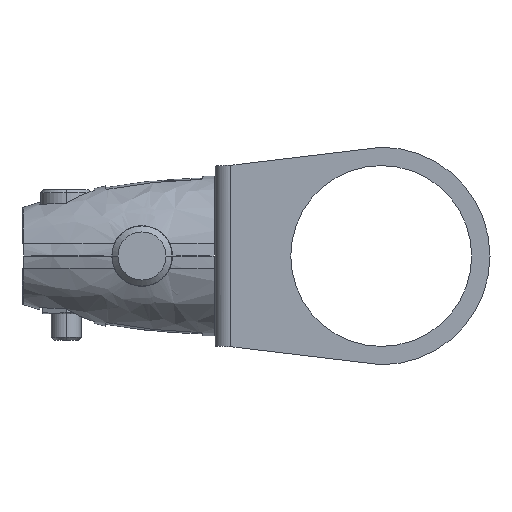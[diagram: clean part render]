
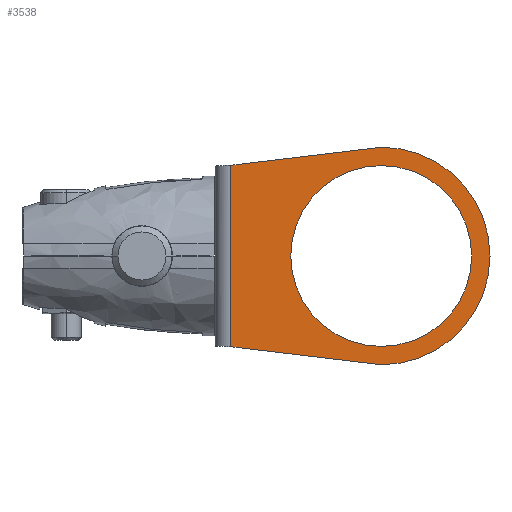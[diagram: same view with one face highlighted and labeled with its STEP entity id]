
A CAD part, left-side view. The second image highlights one B-rep face of the part: STEP entity #3538.
In plain terms, the highlighted face is planar.
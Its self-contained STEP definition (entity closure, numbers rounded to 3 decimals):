
#3257=DIRECTION('',(0.,0.,1.));
#3258=VECTOR('',#3257,30.205);
#3259=CARTESIAN_POINT('',(-25.,0.,-15.103));
#3260=LINE('',#3259,#3258);
#3261=DIRECTION('',(-0.993,0.,-0.119));
#3262=VECTOR('',#3261,25.179);
#3263=CARTESIAN_POINT('',(0.,0.,18.1));
#3264=LINE('',#3263,#3262);
#3265=CARTESIAN_POINT('',(0.,0.,0.));
#3266=DIRECTION('',(0.,-1.,0.));
#3267=DIRECTION('',(0.,0.,-1.));
#3268=AXIS2_PLACEMENT_3D('',#3265,#3266,#3267);
#3270=DIRECTION('',(0.993,0.,-0.119));
#3271=VECTOR('',#3270,25.179);
#3272=CARTESIAN_POINT('',(-25.,0.,-15.103));
#3273=LINE('',#3272,#3271);
#3274=CARTESIAN_POINT('',(0.,0.,0.));
#3275=DIRECTION('',(0.,1.,0.));
#3276=DIRECTION('',(1.,0.,0.));
#3277=AXIS2_PLACEMENT_3D('',#3274,#3275,#3276);
#3279=CARTESIAN_POINT('',(0.,0.,0.));
#3280=DIRECTION('',(0.,1.,0.));
#3281=DIRECTION('',(-1.,0.,0.));
#3282=AXIS2_PLACEMENT_3D('',#3279,#3280,#3281);
#3461=CARTESIAN_POINT('',(0.,0.,-18.1));
#3462=CARTESIAN_POINT('',(0.,0.,18.1));
#3463=VERTEX_POINT('',#3461);
#3464=VERTEX_POINT('',#3462);
#3469=CARTESIAN_POINT('',(15.05,0.,0.));
#3470=CARTESIAN_POINT('',(-15.05,0.,0.));
#3471=VERTEX_POINT('',#3469);
#3472=VERTEX_POINT('',#3470);
#3493=CARTESIAN_POINT('',(-25.,0.,15.103));
#3494=VERTEX_POINT('',#3493);
#3495=CARTESIAN_POINT('',(-25.,0.,-15.103));
#3496=VERTEX_POINT('',#3495);
#3517=CARTESIAN_POINT('',(0.,0.,0.));
#3518=DIRECTION('',(0.,-1.,0.));
#3519=DIRECTION('',(1.,0.,0.));
#3520=AXIS2_PLACEMENT_3D('',#3517,#3518,#3519);
#3521=PLANE('',#3520);
#3523=ORIENTED_EDGE('',*,*,#3522,.T.);
#3525=ORIENTED_EDGE('',*,*,#3524,.F.);
#3527=ORIENTED_EDGE('',*,*,#3526,.F.);
#3529=ORIENTED_EDGE('',*,*,#3528,.F.);
#3530=EDGE_LOOP('',(#3523,#3525,#3527,#3529));
#3531=FACE_OUTER_BOUND('',#3530,.F.);
#3533=ORIENTED_EDGE('',*,*,#3532,.F.);
#3535=ORIENTED_EDGE('',*,*,#3534,.F.);
#3536=EDGE_LOOP('',(#3533,#3535));
#3537=FACE_BOUND('',#3536,.F.);
#3538=ADVANCED_FACE('',(#3531,#3537),#3521,.T.);
#3269=CIRCLE('',#3268,18.1);
#3278=CIRCLE('',#3277,15.05);
#3283=CIRCLE('',#3282,15.05);
#3522=EDGE_CURVE('',#3496,#3494,#3260,.T.);
#3524=EDGE_CURVE('',#3464,#3494,#3264,.T.);
#3526=EDGE_CURVE('',#3463,#3464,#3269,.T.);
#3528=EDGE_CURVE('',#3496,#3463,#3273,.T.);
#3532=EDGE_CURVE('',#3471,#3472,#3278,.T.);
#3534=EDGE_CURVE('',#3472,#3471,#3283,.T.);
